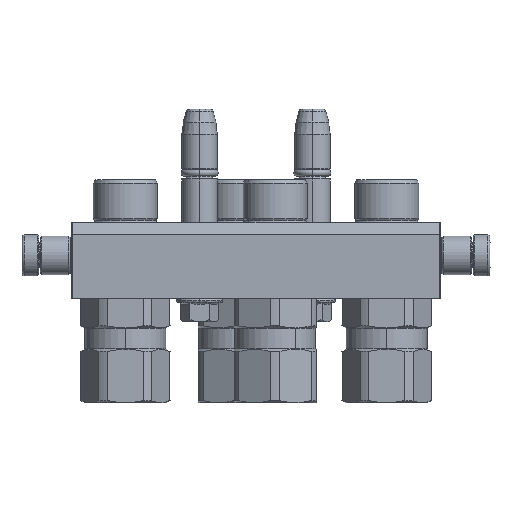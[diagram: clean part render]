
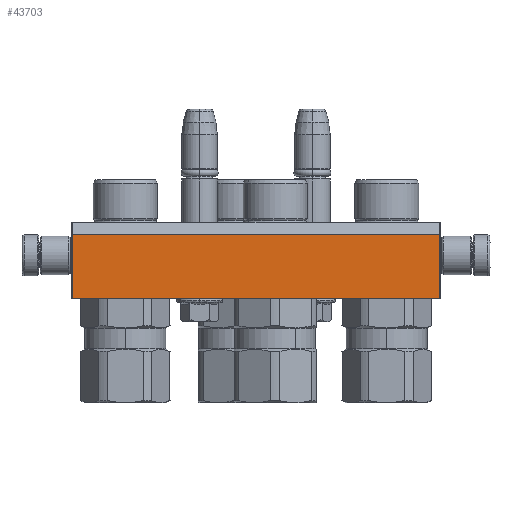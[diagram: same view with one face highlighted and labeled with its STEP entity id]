
A CAD part, left-side view. The second image highlights one B-rep face of the part: STEP entity #43703.
In plain terms, the highlighted face is planar.
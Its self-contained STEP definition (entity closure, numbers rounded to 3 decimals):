
#388 = CARTESIAN_POINT ( 'NONE',  ( 0.5, 30., -90. ) ) ;
#905 = EDGE_CURVE ( 'NONE', #2324, #49740, #10314, .T. ) ;
#994 = EDGE_CURVE ( 'NONE', #33981, #2324, #41349, .T. ) ;
#2324 = VERTEX_POINT ( 'NONE', #48229 ) ;
#3169 = ORIENTED_EDGE ( 'NONE', *, *, #4993, .T. ) ;
#4497 = FACE_OUTER_BOUND ( 'NONE', #28944, .T. ) ;
#4993 = EDGE_CURVE ( 'NONE', #41262, #49740, #25032, .T. ) ;
#5554 = VECTOR ( 'NONE', #31690, 1000. ) ;
#6787 = DIRECTION ( 'NONE',  ( -1., 0., 0. ) ) ;
#7123 = DIRECTION ( 'NONE',  ( 0., 1., 0. ) ) ;
#10314 = LINE ( 'NONE', #31066, #48351 ) ;
#11721 = CARTESIAN_POINT ( 'NONE',  ( 143.5, 5., -90. ) ) ;
#12268 = VECTOR ( 'NONE', #48281, 1000. ) ;
#15050 = LINE ( 'NONE', #31518, #5554 ) ;
#15386 = VECTOR ( 'NONE', #7123, 1000. ) ;
#19920 = AXIS2_PLACEMENT_3D ( 'NONE', #45333, #41070, #37538 ) ;
#20635 = ORIENTED_EDGE ( 'NONE', *, *, #24386, .T. ) ;
#23459 = CARTESIAN_POINT ( 'NONE',  ( 143.5, 5., -90. ) ) ;
#24386 = EDGE_CURVE ( 'NONE', #33981, #41262, #15050, .T. ) ;
#25032 = LINE ( 'NONE', #44599, #12268 ) ;
#26910 = CARTESIAN_POINT ( 'NONE',  ( 0.5, 5., -90. ) ) ;
#28944 = EDGE_LOOP ( 'NONE', ( #36715, #38457, #20635, #3169 ) ) ;
#31066 = CARTESIAN_POINT ( 'NONE',  ( 143.5, 30., -90. ) ) ;
#31518 = CARTESIAN_POINT ( 'NONE',  ( 143.5, 5., -90. ) ) ;
#31690 = DIRECTION ( 'NONE',  ( -1., 0., 0. ) ) ;
#33981 = VERTEX_POINT ( 'NONE', #11721 ) ;
#36715 = ORIENTED_EDGE ( 'NONE', *, *, #905, .F. ) ;
#37538 = DIRECTION ( 'NONE',  ( -1., 0., 0. ) ) ;
#38457 = ORIENTED_EDGE ( 'NONE', *, *, #994, .F. ) ;
#41070 = DIRECTION ( 'NONE',  ( 0., 0., -1. ) ) ;
#41262 = VERTEX_POINT ( 'NONE', #26910 ) ;
#41349 = LINE ( 'NONE', #23459, #15386 ) ;
#43703 = ADVANCED_FACE ( 'NONE', ( #4497 ), #44991, .T. ) ;
#44599 = CARTESIAN_POINT ( 'NONE',  ( 0.5, 5., -90. ) ) ;
#44991 = PLANE ( 'NONE',  #19920 ) ;
#45333 = CARTESIAN_POINT ( 'NONE',  ( 144., 0., -90. ) ) ;
#48229 = CARTESIAN_POINT ( 'NONE',  ( 143.5, 30., -90. ) ) ;
#48281 = DIRECTION ( 'NONE',  ( 0., 1., 0. ) ) ;
#48351 = VECTOR ( 'NONE', #6787, 1000. ) ;
#49740 = VERTEX_POINT ( 'NONE', #388 ) ;
